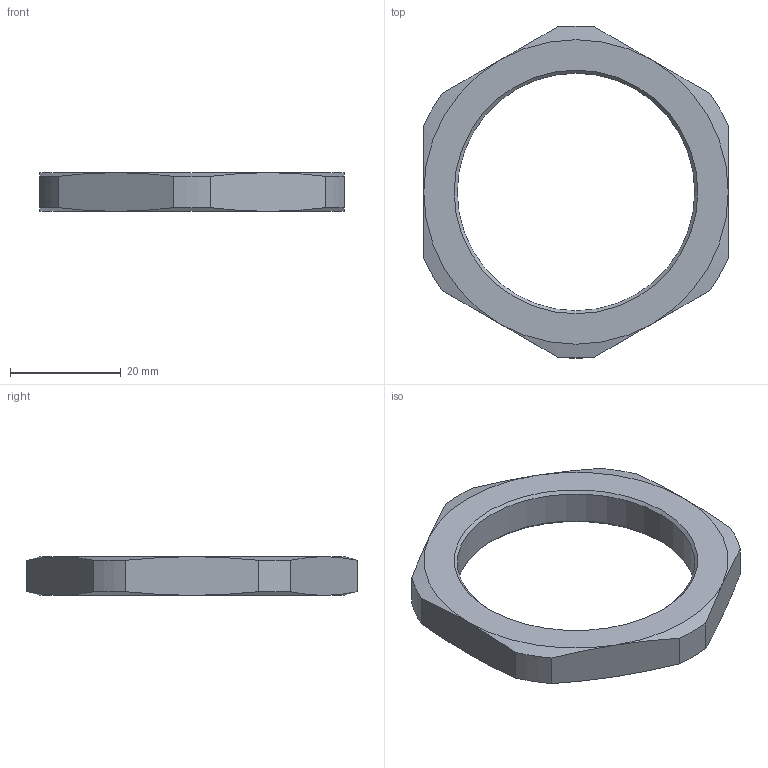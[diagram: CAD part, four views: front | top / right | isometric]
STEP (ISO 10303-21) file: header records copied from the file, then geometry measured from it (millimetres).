
FILE_DESCRIPTION(/* description */ ('STEP AP214'),/* implementation_level */ '2;1');
FILE_NAME(/* name */ '532188_MS6-WRS',/* time_stamp */ '2024-09-11T15:36:02+02:00',/* author */ ('License CC BY-ND 4.0'),/* organization */ ('CADENAS'),/* preprocessor_version */ 'ST-DEVELOPER v19.3',/* originating_system */ 'PARTsolutions',/* authorisation */ ' ');
FILE_SCHEMA (('AUTOMOTIVE_DESIGN {1 0 10303 214 3 1 1}'));
Length unit declared in the file: millimetre
Products named in the file (1): 532188 MS6-WRS
Bounding box: 55 x 59.96 x 7 mm (x, y, z)
Volume: 7819.7 mm3; surface area: 4322.5 mm2
Topology: 1 solids, 1 shells, 29 faces, 67 edges, 40 vertices
Faces by surface type: cone 14, plane 8, cylinder 7
Full cylindrical faces by diameter (mm): 42.917 x1
Entity records: 860 total; most frequent: CARTESIAN_POINT 206, ORIENTED_EDGE 128, DIRECTION 128, EDGE_CURVE 64, AXIS2_PLACEMENT_3D 58, VERTEX_POINT 40, EDGE_LOOP 34, FACE_BOUND 34
